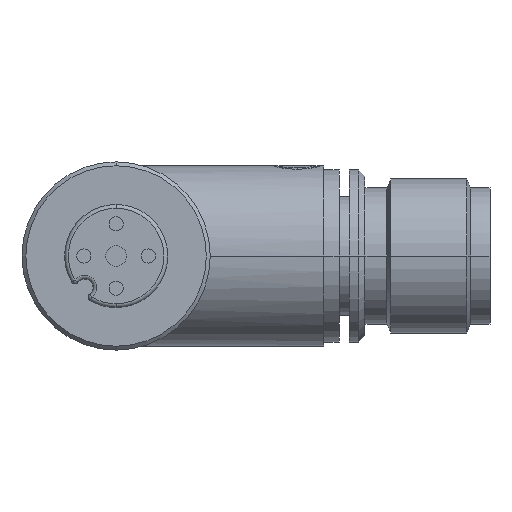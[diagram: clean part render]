
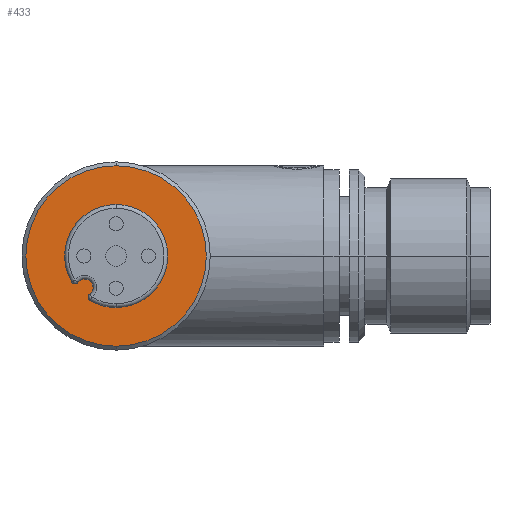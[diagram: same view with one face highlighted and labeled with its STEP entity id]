
A CAD part, left-side view. The second image highlights one B-rep face of the part: STEP entity #433.
In plain terms, the highlighted planar face has unit normal (-1, 0, 0).
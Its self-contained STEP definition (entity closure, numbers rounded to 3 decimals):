
#66 = EDGE_CURVE ( 'NONE', #3376, #182, #4179, .T. ) ;
#101 = DIRECTION ( 'NONE',  ( 0., 0., 1. ) ) ;
#182 = VERTEX_POINT ( 'NONE', #3211 ) ;
#195 = VERTEX_POINT ( 'NONE', #5851 ) ;
#214 = AXIS2_PLACEMENT_3D ( 'NONE', #1574, #1882, #5568 ) ;
#308 = DIRECTION ( 'NONE',  ( -1., 0., 0. ) ) ;
#433 = ADVANCED_FACE ( 'NONE', ( #5645, #2754 ), #6535, .T. ) ;
#511 = CARTESIAN_POINT ( 'NONE',  ( -24.8, 2.44, -2.44 ) ) ;
#535 = DIRECTION ( 'NONE',  ( 0., 0., 1. ) ) ;
#581 = EDGE_CURVE ( 'NONE', #4780, #4023, #920, .T. ) ;
#623 = DIRECTION ( 'NONE',  ( -1., 0., 0. ) ) ;
#674 = CARTESIAN_POINT ( 'NONE',  ( -24.8, 0., 7. ) ) ;
#751 = EDGE_CURVE ( 'NONE', #4023, #3256, #4171, .T. ) ;
#858 = DIRECTION ( 'NONE',  ( 1., 0., 0. ) ) ;
#868 = AXIS2_PLACEMENT_3D ( 'NONE', #6241, #3130, #101 ) ;
#910 = CARTESIAN_POINT ( 'NONE',  ( -24.8, 2.957, -2.046 ) ) ;
#918 = DIRECTION ( 'NONE',  ( 0., 0., 1. ) ) ;
#920 = CIRCLE ( 'NONE', #214, 0.3 ) ;
#940 = CARTESIAN_POINT ( 'NONE',  ( -24.8, 3.196, -2.165 ) ) ;
#1043 = DIRECTION ( 'NONE',  ( 0., 0., -1. ) ) ;
#1052 = ORIENTED_EDGE ( 'NONE', *, *, #66, .F. ) ;
#1153 = DIRECTION ( 'NONE',  ( 1., 0., 0. ) ) ;
#1280 = AXIS2_PLACEMENT_3D ( 'NONE', #1451, #5032, #1963 ) ;
#1445 = VERTEX_POINT ( 'NONE', #4007 ) ;
#1451 = CARTESIAN_POINT ( 'NONE',  ( -24.8, 1.865, -3.196 ) ) ;
#1462 = CARTESIAN_POINT ( 'NONE',  ( -24.8, 7., 0. ) ) ;
#1574 = CARTESIAN_POINT ( 'NONE',  ( -24.8, 3.196, -1.865 ) ) ;
#1747 = CARTESIAN_POINT ( 'NONE',  ( -24.8, 0., 0. ) ) ;
#1769 = CARTESIAN_POINT ( 'NONE',  ( -24.8, 0., 0. ) ) ;
#1882 = DIRECTION ( 'NONE',  ( -1., 0., 0. ) ) ;
#1911 = ORIENTED_EDGE ( 'NONE', *, *, #581, .F. ) ;
#1930 = EDGE_CURVE ( 'NONE', #4482, #195, #2346, .T. ) ;
#1932 = DIRECTION ( 'NONE',  ( -1., 0., 0. ) ) ;
#1963 = DIRECTION ( 'NONE',  ( 0., 0., -1. ) ) ;
#2123 = CIRCLE ( 'NONE', #1280, 0.3 ) ;
#2269 = DIRECTION ( 'NONE',  ( 0., 0., 1. ) ) ;
#2296 = DIRECTION ( 'NONE',  ( 0., 0., -1. ) ) ;
#2330 = EDGE_CURVE ( 'NONE', #195, #4482, #3380, .T. ) ;
#2346 = CIRCLE ( 'NONE', #3576, 7. ) ;
#2441 = AXIS2_PLACEMENT_3D ( 'NONE', #5002, #1932, #5526 ) ;
#2558 = ORIENTED_EDGE ( 'NONE', *, *, #4423, .F. ) ;
#2733 = AXIS2_PLACEMENT_3D ( 'NONE', #1462, #623, #918 ) ;
#2754 = FACE_BOUND ( 'NONE', #4451, .T. ) ;
#2855 = ORIENTED_EDGE ( 'NONE', *, *, #3843, .F. ) ;
#2927 = VERTEX_POINT ( 'NONE', #6202 ) ;
#3076 = CIRCLE ( 'NONE', #2441, 0.3 ) ;
#3130 = DIRECTION ( 'NONE',  ( -1., 0., 0. ) ) ;
#3211 = CARTESIAN_POINT ( 'NONE',  ( -24.8, 3.455, -2.016 ) ) ;
#3243 = ORIENTED_EDGE ( 'NONE', *, *, #751, .F. ) ;
#3256 = VERTEX_POINT ( 'NONE', #6133 ) ;
#3340 = CARTESIAN_POINT ( 'NONE',  ( -24.8, 0., 0. ) ) ;
#3376 = VERTEX_POINT ( 'NONE', #6284 ) ;
#3380 = CIRCLE ( 'NONE', #6573, 7. ) ;
#3576 = AXIS2_PLACEMENT_3D ( 'NONE', #5042, #1153, #1043 ) ;
#3726 = ORIENTED_EDGE ( 'NONE', *, *, #1930, .F. ) ;
#3843 = EDGE_CURVE ( 'NONE', #2927, #1445, #6249, .T. ) ;
#3860 = DIRECTION ( 'NONE',  ( 0., 0., 1. ) ) ;
#3944 = AXIS2_PLACEMENT_3D ( 'NONE', #511, #858, #535 ) ;
#4007 = CARTESIAN_POINT ( 'NONE',  ( -24.8, 0., -4. ) ) ;
#4023 = VERTEX_POINT ( 'NONE', #910 ) ;
#4036 = ORIENTED_EDGE ( 'NONE', *, *, #2330, .F. ) ;
#4171 = CIRCLE ( 'NONE', #3944, 0.65 ) ;
#4179 = CIRCLE ( 'NONE', #5747, 4. ) ;
#4364 = CIRCLE ( 'NONE', #868, 4. ) ;
#4423 = EDGE_CURVE ( 'NONE', #1445, #3376, #4364, .T. ) ;
#4451 = EDGE_LOOP ( 'NONE', ( #2855, #4940, #3243, #1911, #5845, #1052, #2558 ) ) ;
#4482 = VERTEX_POINT ( 'NONE', #674 ) ;
#4671 = AXIS2_PLACEMENT_3D ( 'NONE', #1747, #5342, #2269 ) ;
#4699 = EDGE_CURVE ( 'NONE', #182, #4780, #3076, .T. ) ;
#4780 = VERTEX_POINT ( 'NONE', #940 ) ;
#4940 = ORIENTED_EDGE ( 'NONE', *, *, #5464, .F. ) ;
#5002 = CARTESIAN_POINT ( 'NONE',  ( -24.8, 3.196, -1.865 ) ) ;
#5032 = DIRECTION ( 'NONE',  ( -1., 0., 0. ) ) ;
#5042 = CARTESIAN_POINT ( 'NONE',  ( -24.8, 0., 0. ) ) ;
#5342 = DIRECTION ( 'NONE',  ( -1., 0., 0. ) ) ;
#5371 = DIRECTION ( 'NONE',  ( 1., 0., 0. ) ) ;
#5464 = EDGE_CURVE ( 'NONE', #3256, #2927, #2123, .T. ) ;
#5526 = DIRECTION ( 'NONE',  ( 0., 0., -1. ) ) ;
#5563 = EDGE_LOOP ( 'NONE', ( #4036, #3726 ) ) ;
#5568 = DIRECTION ( 'NONE',  ( 0., 0., -1. ) ) ;
#5645 = FACE_OUTER_BOUND ( 'NONE', #5563, .T. ) ;
#5747 = AXIS2_PLACEMENT_3D ( 'NONE', #3340, #308, #3860 ) ;
#5845 = ORIENTED_EDGE ( 'NONE', *, *, #4699, .F. ) ;
#5851 = CARTESIAN_POINT ( 'NONE',  ( -24.8, 0., -7. ) ) ;
#6133 = CARTESIAN_POINT ( 'NONE',  ( -24.8, 2.046, -2.957 ) ) ;
#6202 = CARTESIAN_POINT ( 'NONE',  ( -24.8, 2.016, -3.455 ) ) ;
#6241 = CARTESIAN_POINT ( 'NONE',  ( -24.8, 0., 0. ) ) ;
#6249 = CIRCLE ( 'NONE', #4671, 4. ) ;
#6284 = CARTESIAN_POINT ( 'NONE',  ( -24.8, 0., 4. ) ) ;
#6535 = PLANE ( 'NONE',  #2733 ) ;
#6573 = AXIS2_PLACEMENT_3D ( 'NONE', #1769, #5371, #2296 ) ;
